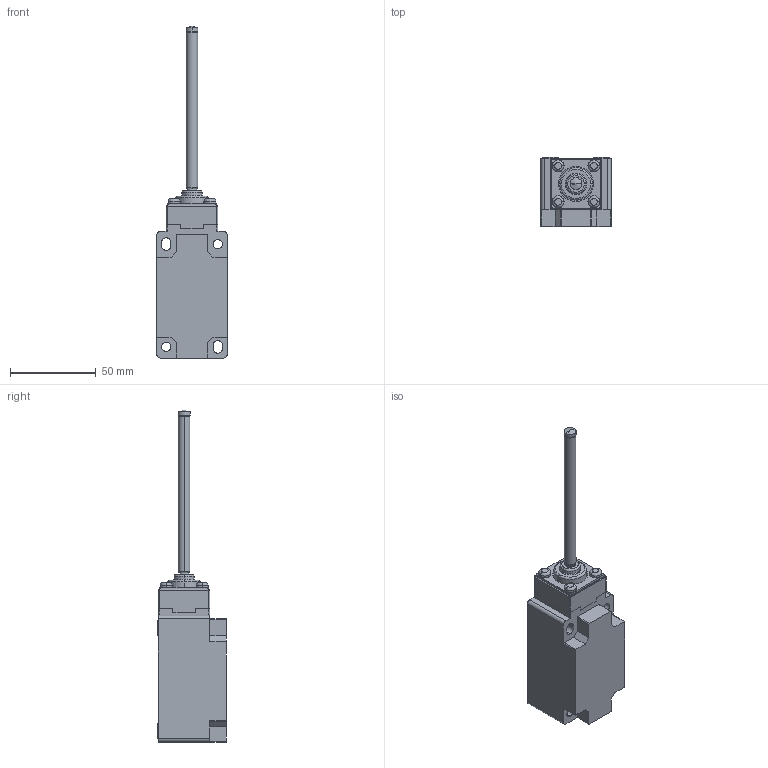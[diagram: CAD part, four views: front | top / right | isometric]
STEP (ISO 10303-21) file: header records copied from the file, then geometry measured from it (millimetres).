
FILE_DESCRIPTION (( 'STEP AP214' ), '1' );
FILE_NAME ('ABP2H93Z11.step', '2017-12-19T21:10:09', ( '' ), ( '' ), 'SwSTEP 2.0', 'SolidWorks 2017', '' );
FILE_SCHEMA (( 'AUTOMOTIVE_DESIGN' ));
Length unit declared in the file: inch
Products named in the file (1): ABP2H93Z11
Bounding box: 41 x 40.25 x 194 mm (x, y, z)
Volume: 128153.4 mm3; surface area: 24523.1 mm2
Topology: 3 solids, 3 shells, 188 faces, 480 edges, 308 vertices
Faces by surface type: plane 80, cylinder 76, bspline 26, cone 6
Entity records: 8750 total; most frequent: CARTESIAN_POINT 1676, DIRECTION 974, ORIENTED_EDGE 950, EDGE_CURVE 475, AXIS2_PLACEMENT_3D 356, VERTEX_POINT 308, VECTOR 262, LINE 262
